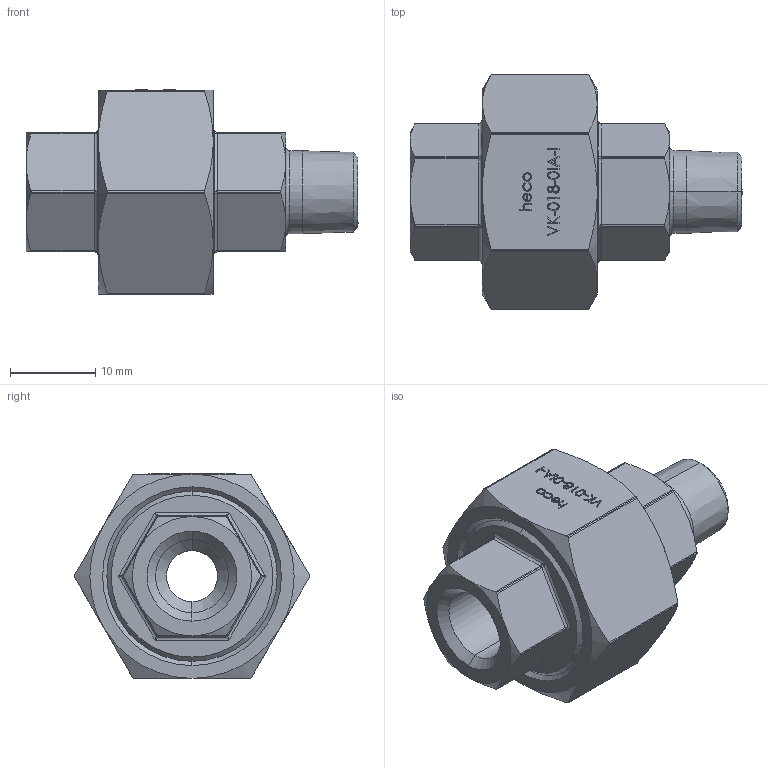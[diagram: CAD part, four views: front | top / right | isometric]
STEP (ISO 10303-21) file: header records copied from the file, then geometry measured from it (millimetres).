
FILE_DESCRIPTION (( 'STEP AP214' ), '1' );
FILE_NAME ('heco_VK-018-0IA-I.STEP', '2016-09-21T15:00:03', ( '' ), ( '' ), 'SwSTEP 2.0', 'SolidWorks 2016', '' );
FILE_SCHEMA (( 'AUTOMOTIVE_DESIGN' ));
Length unit declared in the file: millimetre
Products named in the file (1): heco_VK-018-0IA-I
Bounding box: 39 x 27.62 x 24.05 mm (x, y, z)
Volume: 7764.5 mm3; surface area: 4173.4 mm2
Topology: 1 solids, 1 shells, 318 faces, 790 edges, 492 vertices
Faces by surface type: plane 118, bspline 82, cylinder 74, cone 40, torus 4
Entity records: 15309 total; most frequent: CARTESIAN_POINT 6947, ORIENTED_EDGE 1556, DIRECTION 1020, EDGE_CURVE 778, VERTEX_POINT 492, VECTOR 394, LINE 394, EDGE_LOOP 350
